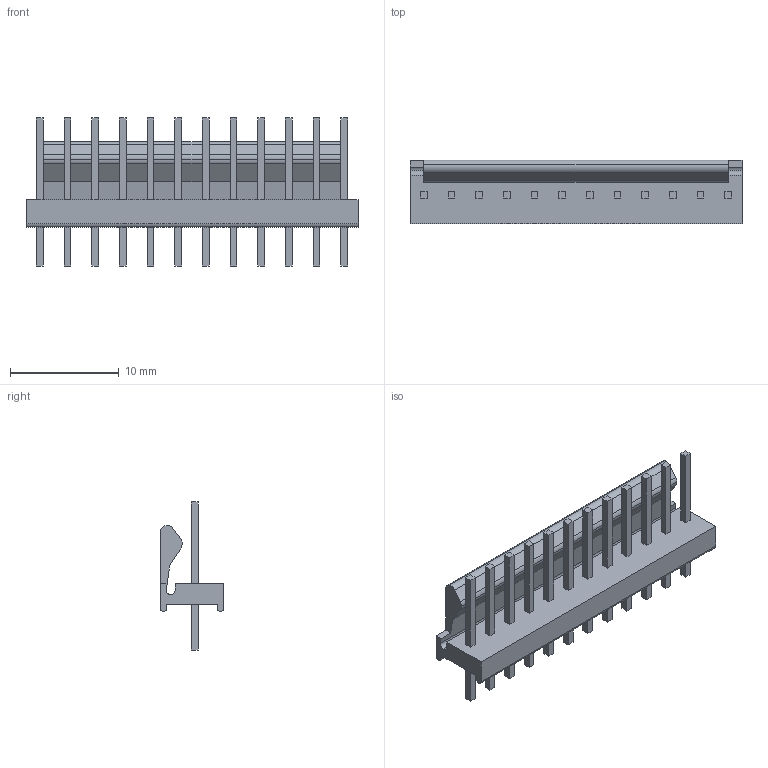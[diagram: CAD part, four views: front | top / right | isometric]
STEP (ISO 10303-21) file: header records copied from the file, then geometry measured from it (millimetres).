
FILE_DESCRIPTION((''),'2;1');
FILE_NAME('MTA100_640456_2_12pin.stp','2019-03-11T16:47:40',('XPMUser'),(''),'Autodesk Inventor (tm) 5.3','Autodesk Inventor (tm) 5.3','');
FILE_SCHEMA(('AUTOMOTIVE_DESIGN { 1 2 10303 214 0 1 1 1 }'));
Length unit declared in the file: millimetre
Products named in the file (1): C-1-640456-2
Bounding box: 30.48 x 5.84 x 13.59 mm (x, y, z)
Volume: 585.7 mm3; surface area: 1296.7 mm2
Topology: 1 solids, 1 shells, 146 faces, 360 edges, 240 vertices
Faces by surface type: plane 136, cylinder 10
Entity records: 4267 total; most frequent: CARTESIAN_POINT 747, ORIENTED_EDGE 720, DIRECTION 674, EDGE_CURVE 360, VECTOR 340, LINE 340, VERTEX_POINT 240, EDGE_LOOP 170
